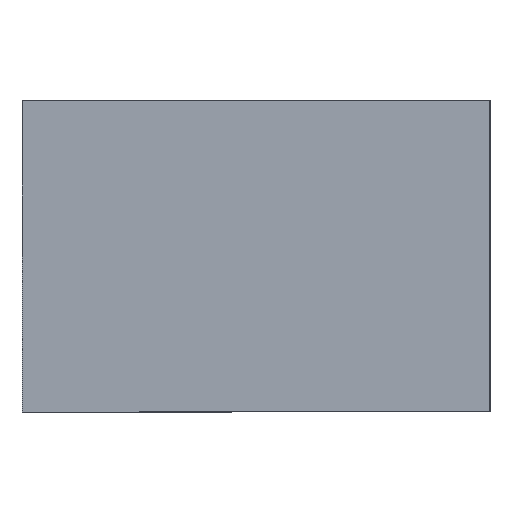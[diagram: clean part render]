
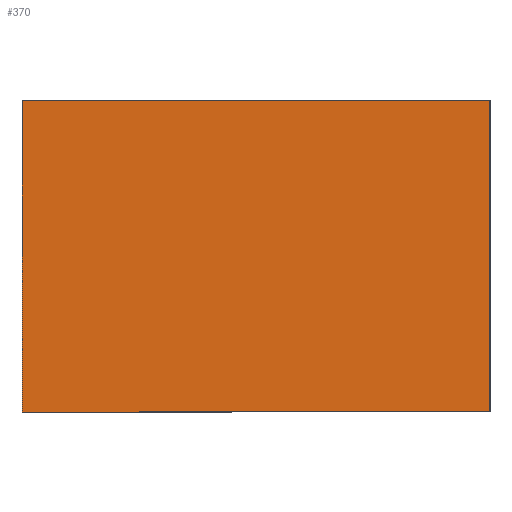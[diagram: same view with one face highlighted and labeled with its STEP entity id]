
A CAD part, left-side view. The second image highlights one B-rep face of the part: STEP entity #370.
In plain terms, the highlighted planar face has unit normal (-1, 0, 0).
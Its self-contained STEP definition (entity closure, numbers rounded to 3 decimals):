
#15 = VERTEX_POINT ( 'NONE', #846 ) ;
#39 = LINE ( 'NONE', #312, #62 ) ;
#62 = VECTOR ( 'NONE', #605, 1000. ) ;
#64 = EDGE_CURVE ( 'NONE', #15, #732, #781, .T. ) ;
#114 = AXIS2_PLACEMENT_3D ( 'NONE', #474, #331, #775 ) ;
#127 = CARTESIAN_POINT ( 'NONE',  ( -122., 0., 46.056 ) ) ;
#211 = EDGE_LOOP ( 'NONE', ( #661, #793, #295, #261 ) ) ;
#222 = EDGE_CURVE ( 'NONE', #15, #871, #223, .T. ) ;
#223 = LINE ( 'NONE', #664, #853 ) ;
#239 = VECTOR ( 'NONE', #409, 1000. ) ;
#261 = ORIENTED_EDGE ( 'NONE', *, *, #888, .T. ) ;
#277 = FACE_OUTER_BOUND ( 'NONE', #211, .T. ) ;
#295 = ORIENTED_EDGE ( 'NONE', *, *, #613, .T. ) ;
#312 = CARTESIAN_POINT ( 'NONE',  ( -122., 0., -10. ) ) ;
#331 = DIRECTION ( 'NONE',  ( 1., 0., 0. ) ) ;
#336 = CARTESIAN_POINT ( 'NONE',  ( -122., 30., 10. ) ) ;
#351 = CARTESIAN_POINT ( 'NONE',  ( -122., 30., -10. ) ) ;
#370 = ADVANCED_FACE ( 'NONE', ( #277 ), #907, .F. ) ;
#409 = DIRECTION ( 'NONE',  ( 0., 0., -1. ) ) ;
#418 = LINE ( 'NONE', #908, #419 ) ;
#419 = VECTOR ( 'NONE', #759, 1000. ) ;
#474 = CARTESIAN_POINT ( 'NONE',  ( -122., 0., 46.056 ) ) ;
#501 = VERTEX_POINT ( 'NONE', #351 ) ;
#605 = DIRECTION ( 'NONE',  ( 0., -1., 0. ) ) ;
#613 = EDGE_CURVE ( 'NONE', #871, #501, #418, .T. ) ;
#661 = ORIENTED_EDGE ( 'NONE', *, *, #64, .F. ) ;
#664 = CARTESIAN_POINT ( 'NONE',  ( -122., 0., 10. ) ) ;
#676 = CARTESIAN_POINT ( 'NONE',  ( -122., 0., -10. ) ) ;
#732 = VERTEX_POINT ( 'NONE', #676 ) ;
#735 = DIRECTION ( 'NONE',  ( 0., 1., 0. ) ) ;
#759 = DIRECTION ( 'NONE',  ( 0., 0., -1. ) ) ;
#775 = DIRECTION ( 'NONE',  ( 0., 0., -1. ) ) ;
#781 = LINE ( 'NONE', #127, #239 ) ;
#793 = ORIENTED_EDGE ( 'NONE', *, *, #222, .T. ) ;
#846 = CARTESIAN_POINT ( 'NONE',  ( -122., 0., 10. ) ) ;
#853 = VECTOR ( 'NONE', #735, 1000. ) ;
#871 = VERTEX_POINT ( 'NONE', #336 ) ;
#888 = EDGE_CURVE ( 'NONE', #501, #732, #39, .T. ) ;
#907 = PLANE ( 'NONE',  #114 ) ;
#908 = CARTESIAN_POINT ( 'NONE',  ( -122., 30., 46.056 ) ) ;
